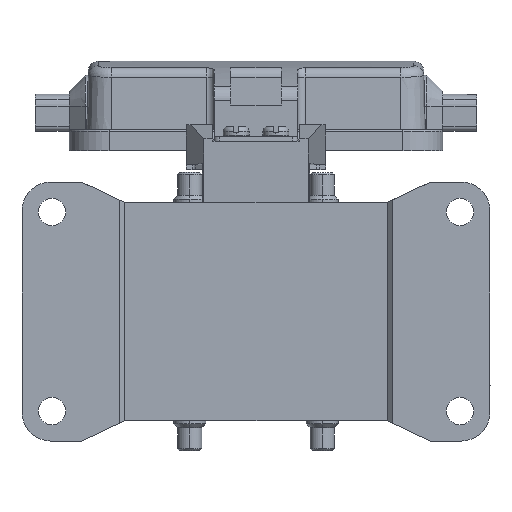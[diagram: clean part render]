
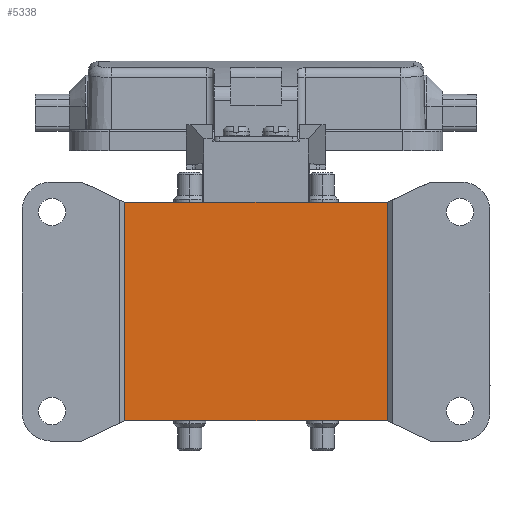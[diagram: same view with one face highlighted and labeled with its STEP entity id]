
A CAD part, front view. The second image highlights one B-rep face of the part: STEP entity #5338.
In plain terms, the highlighted planar face has unit normal (0, -1, 0).
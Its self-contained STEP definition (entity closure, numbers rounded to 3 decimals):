
#260=B_SPLINE_CURVE_WITH_KNOTS('',3,(#24404,#24405,#24406,#24407,#24408,
#24409,#24410),.UNSPECIFIED.,.F.,.F.,(4,3,4),(0.,0.03,1.),
 .UNSPECIFIED.);
#276=B_SPLINE_CURVE_WITH_KNOTS('',3,(#24698,#24699,#24700,#24701),
 .UNSPECIFIED.,.F.,.F.,(4,4),(0.,1.),.UNSPECIFIED.);
#278=B_SPLINE_CURVE_WITH_KNOTS('',3,(#24708,#24709,#24710,#24711,#24712,
#24713,#24714,#24715,#24716,#24717),.UNSPECIFIED.,.F.,.F.,(4,3,3,4),(0.,
0.03,0.97,1.),.UNSPECIFIED.);
#281=B_SPLINE_CURVE_WITH_KNOTS('',3,(#24756,#24757,#24758,#24759,#24760,
#24761,#24762),.UNSPECIFIED.,.F.,.F.,(4,3,4),(0.,0.03,1.),
 .UNSPECIFIED.);
#283=B_SPLINE_CURVE_WITH_KNOTS('',3,(#24769,#24770,#24771,#24772,#24773,
#24774,#24775),.UNSPECIFIED.,.F.,.F.,(4,3,4),(0.,0.969,1.),
 .UNSPECIFIED.);
#284=B_SPLINE_CURVE_WITH_KNOTS('',3,(#24778,#24779,#24780,#24781),
 .UNSPECIFIED.,.F.,.F.,(4,4),(0.,1.),.UNSPECIFIED.);
#285=B_SPLINE_CURVE_WITH_KNOTS('',3,(#24782,#24783,#24784,#24785),
 .UNSPECIFIED.,.F.,.F.,(4,4),(0.,1.),.UNSPECIFIED.);
#286=B_SPLINE_CURVE_WITH_KNOTS('',3,(#24786,#24787,#24788,#24789),
 .UNSPECIFIED.,.F.,.F.,(4,4),(0.,1.),.UNSPECIFIED.);
#3542=FACE_OUTER_BOUND('',#6594,.T.);
#4475=PLANE('',#18075);
#5338=ADVANCED_FACE('',(#3542),#4475,.T.);
#6594=EDGE_LOOP('',(#7854,#7855,#7856,#7857,#7858,#7859,#7860,#7861));
#7854=ORIENTED_EDGE('',*,*,#14789,.F.);
#7855=ORIENTED_EDGE('',*,*,#14790,.T.);
#7856=ORIENTED_EDGE('',*,*,#14787,.F.);
#7857=ORIENTED_EDGE('',*,*,#14791,.F.);
#7858=ORIENTED_EDGE('',*,*,#14770,.F.);
#7859=ORIENTED_EDGE('',*,*,#14768,.F.);
#7860=ORIENTED_EDGE('',*,*,#14654,.F.);
#7861=ORIENTED_EDGE('',*,*,#14792,.F.);
#12940=VERTEX_POINT('',#24403);
#12941=VERTEX_POINT('',#24411);
#13028=VERTEX_POINT('',#24702);
#13029=VERTEX_POINT('',#24718);
#13040=VERTEX_POINT('',#24755);
#13041=VERTEX_POINT('',#24763);
#13042=VERTEX_POINT('',#24776);
#13043=VERTEX_POINT('',#24777);
#14654=EDGE_CURVE('',#12940,#12941,#260,.T.);
#14768=EDGE_CURVE('',#12941,#13028,#276,.T.);
#14770=EDGE_CURVE('',#13028,#13029,#278,.T.);
#14787=EDGE_CURVE('',#13040,#13041,#281,.T.);
#14789=EDGE_CURVE('',#13042,#13043,#283,.T.);
#14790=EDGE_CURVE('',#13042,#13041,#284,.T.);
#14791=EDGE_CURVE('',#13029,#13040,#285,.T.);
#14792=EDGE_CURVE('',#13043,#12940,#286,.T.);
#18075=AXIS2_PLACEMENT_3D('',#24790,#19951,#19952);
#19951=DIRECTION('',(0.,-1.,0.));
#19952=DIRECTION('',(-1.,0.,0.));
#24403=CARTESIAN_POINT('',(52.073,50.375,18.593));
#24404=CARTESIAN_POINT('',(52.073,50.375,18.592));
#24405=CARTESIAN_POINT('',(52.073,50.375,18.592));
#24406=CARTESIAN_POINT('',(52.073,50.375,18.593));
#24407=CARTESIAN_POINT('',(52.073,50.375,18.593));
#24408=CARTESIAN_POINT('',(52.067,50.375,18.595));
#24409=CARTESIAN_POINT('',(52.061,50.375,18.598));
#24410=CARTESIAN_POINT('',(52.055,50.375,18.601));
#24411=CARTESIAN_POINT('',(52.055,50.375,18.601));
#24698=CARTESIAN_POINT('',(52.055,50.375,18.601));
#24699=CARTESIAN_POINT('',(34.487,50.375,18.601));
#24700=CARTESIAN_POINT('',(16.918,50.375,18.601));
#24701=CARTESIAN_POINT('',(-0.65,50.375,18.601));
#24702=CARTESIAN_POINT('',(-0.65,50.375,18.601));
#24708=CARTESIAN_POINT('',(-0.649,50.375,18.601));
#24709=CARTESIAN_POINT('',(-0.65,50.375,18.601));
#24710=CARTESIAN_POINT('',(-0.65,50.375,18.601));
#24711=CARTESIAN_POINT('',(-0.65,50.375,18.601));
#24712=CARTESIAN_POINT('',(-0.656,50.375,18.598));
#24713=CARTESIAN_POINT('',(-0.661,50.375,18.596));
#24714=CARTESIAN_POINT('',(-0.667,50.375,18.593));
#24715=CARTESIAN_POINT('',(-0.667,50.375,18.593));
#24716=CARTESIAN_POINT('',(-0.667,50.375,18.593));
#24717=CARTESIAN_POINT('',(-0.668,50.375,18.593));
#24718=CARTESIAN_POINT('',(-0.668,50.375,18.593));
#24755=CARTESIAN_POINT('',(-0.668,50.375,62.442));
#24756=CARTESIAN_POINT('',(-0.668,50.375,62.442));
#24757=CARTESIAN_POINT('',(-0.668,50.375,62.442));
#24758=CARTESIAN_POINT('',(-0.668,50.375,62.442));
#24759=CARTESIAN_POINT('',(-0.667,50.375,62.442));
#24760=CARTESIAN_POINT('',(-0.662,50.375,62.439));
#24761=CARTESIAN_POINT('',(-0.656,50.375,62.436));
#24762=CARTESIAN_POINT('',(-0.65,50.375,62.434));
#24763=CARTESIAN_POINT('',(-0.65,50.375,62.434));
#24769=CARTESIAN_POINT('',(52.055,50.375,62.434));
#24770=CARTESIAN_POINT('',(52.061,50.375,62.436));
#24771=CARTESIAN_POINT('',(52.066,50.375,62.439));
#24772=CARTESIAN_POINT('',(52.072,50.375,62.442));
#24773=CARTESIAN_POINT('',(52.072,50.375,62.442));
#24774=CARTESIAN_POINT('',(52.072,50.375,62.442));
#24775=CARTESIAN_POINT('',(52.073,50.375,62.442));
#24776=CARTESIAN_POINT('',(52.055,50.375,62.434));
#24777=CARTESIAN_POINT('',(52.073,50.375,62.442));
#24778=CARTESIAN_POINT('',(52.055,50.375,62.434));
#24779=CARTESIAN_POINT('',(34.487,50.375,62.434));
#24780=CARTESIAN_POINT('',(16.918,50.375,62.434));
#24781=CARTESIAN_POINT('',(-0.65,50.375,62.434));
#24782=CARTESIAN_POINT('',(-0.668,50.376,18.593));
#24783=CARTESIAN_POINT('',(-0.668,50.376,33.209));
#24784=CARTESIAN_POINT('',(-0.668,50.376,47.826));
#24785=CARTESIAN_POINT('',(-0.668,50.376,62.442));
#24786=CARTESIAN_POINT('',(52.073,50.376,62.442));
#24787=CARTESIAN_POINT('',(52.073,50.376,47.825));
#24788=CARTESIAN_POINT('',(52.073,50.376,33.209));
#24789=CARTESIAN_POINT('',(52.073,50.376,18.593));
#24790=CARTESIAN_POINT('',(25.703,50.375,40.517));
